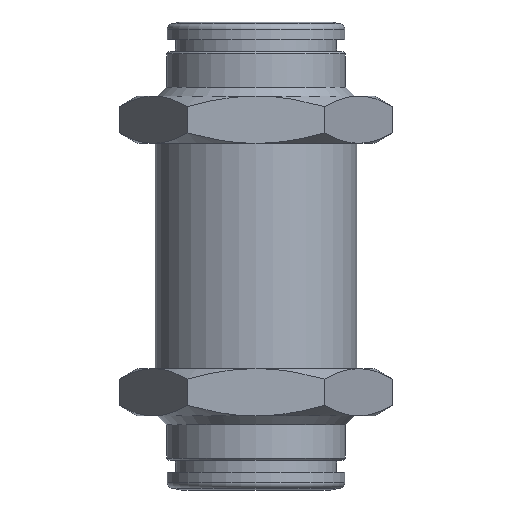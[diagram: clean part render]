
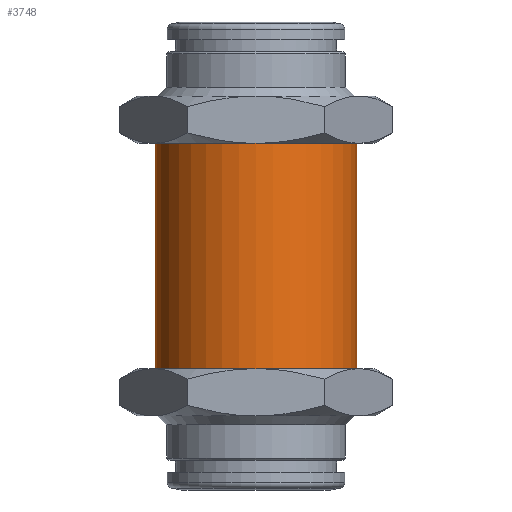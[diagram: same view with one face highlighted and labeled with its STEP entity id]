
A CAD part, front view. The second image highlights one B-rep face of the part: STEP entity #3748.
In plain terms, the highlighted cylindrical face has radius 8.5 mm (diameter 17 mm), a full revolution.
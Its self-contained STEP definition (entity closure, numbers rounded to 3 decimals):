
#1515=CYLINDRICAL_SURFACE('',#3611,8.5);
#1896=ORIENTED_EDGE('',*,*,#2241,.F.);
#1897=ORIENTED_EDGE('',*,*,#2242,.F.);
#1993=CIRCLE('',#3612,8.5);
#1994=CIRCLE('',#3613,8.5);
#2099=VERTEX_POINT('',#3363);
#2100=VERTEX_POINT('',#3365);
#2241=EDGE_CURVE('',#2099,#2099,#1993,.T.);
#2242=EDGE_CURVE('',#2100,#2100,#1994,.T.);
#2382=EDGE_LOOP('',(#1896));
#2383=EDGE_LOOP('',(#1897));
#2538=FACE_BOUND('',#2382,.T.);
#2539=FACE_BOUND('',#2383,.T.);
#2992=DIRECTION('',(0.,-1.,0.));
#2993=DIRECTION('',(0.,0.,1.));
#2994=DIRECTION('',(0.,1.,0.));
#2995=DIRECTION('',(0.,0.,-8.5));
#2996=DIRECTION('',(0.,-1.,0.));
#2997=DIRECTION('',(0.,0.,-8.5));
#3362=CARTESIAN_POINT('',(24.226,46.608,0.));
#3363=CARTESIAN_POINT('',(24.226,45.658,-8.5));
#3364=CARTESIAN_POINT('',(24.226,45.658,0.));
#3365=CARTESIAN_POINT('',(24.226,19.058,-8.5));
#3366=CARTESIAN_POINT('',(24.226,19.058,0.));
#3611=AXIS2_PLACEMENT_3D('',#3362,#2992,#2993);
#3612=AXIS2_PLACEMENT_3D('',#3364,#2994,#2995);
#3613=AXIS2_PLACEMENT_3D('',#3366,#2996,#2997);
#3748=ADVANCED_FACE('',(#2538,#2539),#1515,.T.);
